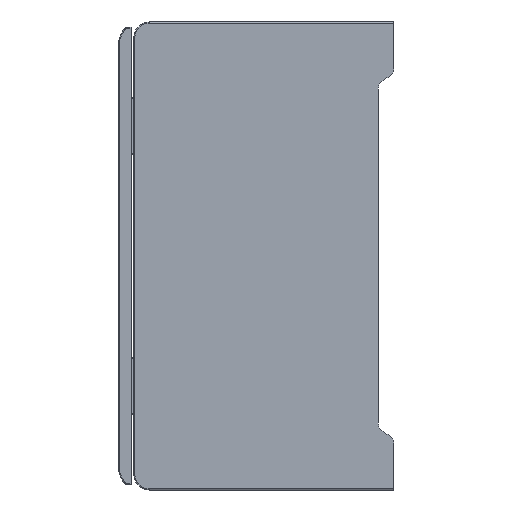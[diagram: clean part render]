
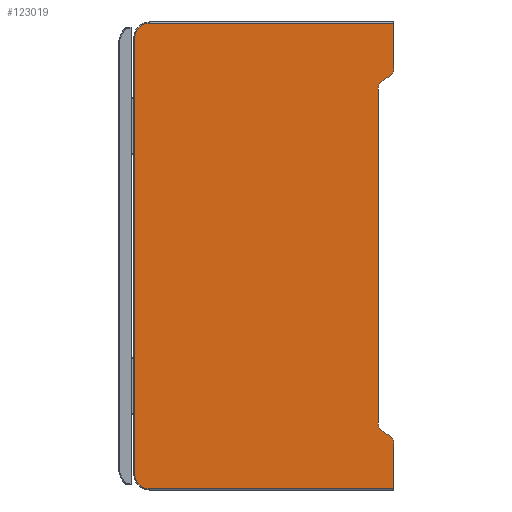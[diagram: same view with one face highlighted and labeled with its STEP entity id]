
A CAD part, left-side view. The second image highlights one B-rep face of the part: STEP entity #123019.
In plain terms, the highlighted planar face has unit normal (-1, 0, 0).
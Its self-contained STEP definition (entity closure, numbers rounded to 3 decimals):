
#39496=DIRECTION('',(0.,0.866,0.5));
#39497=VECTOR('',#39496,1.309);
#39498=CARTESIAN_POINT('',(0.,0.866,-79.5));
#39499=LINE('',#39498,#39497);
#39500=CARTESIAN_POINT('',(0.,1.732,-81.));
#39501=DIRECTION('',(1.,0.,0.));
#39502=DIRECTION('',(0.,-0.5,0.866));
#39503=AXIS2_PLACEMENT_3D('',#39500,#39501,#39502);
#39505=DIRECTION('',(0.,0.,-1.));
#39506=VECTOR('',#39505,8.8);
#39507=CARTESIAN_POINT('',(0.,0.,-81.));
#39508=LINE('',#39507,#39506);
#39509=DIRECTION('',(0.,1.,0.));
#39510=VECTOR('',#39509,47.);
#39511=CARTESIAN_POINT('',(0.,0.,-89.8));
#39512=LINE('',#39511,#39510);
#39513=CARTESIAN_POINT('',(0.,47.,-87.));
#39514=DIRECTION('',(1.,0.,0.));
#39515=DIRECTION('',(0.,0.,-1.));
#39516=AXIS2_PLACEMENT_3D('',#39513,#39514,#39515);
#39518=DIRECTION('',(0.,0.,1.));
#39519=VECTOR('',#39518,84.);
#39520=CARTESIAN_POINT('',(0.,49.8,-87.));
#39521=LINE('',#39520,#39519);
#39522=CARTESIAN_POINT('',(0.,47.,-3.));
#39523=DIRECTION('',(1.,0.,0.));
#39524=DIRECTION('',(0.,1.,0.));
#39525=AXIS2_PLACEMENT_3D('',#39522,#39523,#39524);
#39527=DIRECTION('',(0.,-1.,0.));
#39528=VECTOR('',#39527,47.);
#39529=CARTESIAN_POINT('',(0.,47.,-0.2));
#39530=LINE('',#39529,#39528);
#39531=DIRECTION('',(0.,0.,-1.));
#39532=VECTOR('',#39531,8.8);
#39533=CARTESIAN_POINT('',(0.,0.,-0.2));
#39534=LINE('',#39533,#39532);
#39535=CARTESIAN_POINT('',(0.,1.732,-9.));
#39536=DIRECTION('',(1.,0.,0.));
#39537=DIRECTION('',(0.,-1.,0.));
#39538=AXIS2_PLACEMENT_3D('',#39535,#39536,#39537);
#39540=DIRECTION('',(0.,-0.866,0.5));
#39541=VECTOR('',#39540,1.309);
#39542=CARTESIAN_POINT('',(0.,2.,-11.155));
#39543=LINE('',#39542,#39541);
#39544=CARTESIAN_POINT('',(0.,1.,-12.887));
#39545=DIRECTION('',(1.,0.,0.));
#39546=DIRECTION('',(0.,1.,0.));
#39547=AXIS2_PLACEMENT_3D('',#39544,#39545,#39546);
#39549=DIRECTION('',(0.,0.,1.));
#39550=VECTOR('',#39549,64.226);
#39551=CARTESIAN_POINT('',(0.,3.,-77.113));
#39552=LINE('',#39551,#39550);
#39553=CARTESIAN_POINT('',(0.,1.,-77.113));
#39554=DIRECTION('',(1.,0.,0.));
#39555=DIRECTION('',(0.,0.5,-0.866));
#39556=AXIS2_PLACEMENT_3D('',#39553,#39554,#39555);
#47090=CARTESIAN_POINT('',(0.,0.,-0.2));
#47092=VERTEX_POINT('',#47090);
#47093=CARTESIAN_POINT('',(0.,47.,-0.2));
#47094=VERTEX_POINT('',#47093);
#47099=CARTESIAN_POINT('',(0.,49.8,-3.));
#47100=VERTEX_POINT('',#47099);
#47103=CARTESIAN_POINT('',(0.,49.8,-87.));
#47104=VERTEX_POINT('',#47103);
#47107=CARTESIAN_POINT('',(0.,47.,-89.8));
#47108=VERTEX_POINT('',#47107);
#47109=CARTESIAN_POINT('',(0.,0.,-89.8));
#47111=VERTEX_POINT('',#47109);
#48483=CARTESIAN_POINT('',(0.,0.866,-79.5));
#48484=CARTESIAN_POINT('',(0.,2.,-78.845));
#48485=VERTEX_POINT('',#48483);
#48486=VERTEX_POINT('',#48484);
#48487=CARTESIAN_POINT('',(0.,3.,-77.113));
#48488=VERTEX_POINT('',#48487);
#48489=CARTESIAN_POINT('',(0.,3.,-12.887));
#48490=VERTEX_POINT('',#48489);
#48491=CARTESIAN_POINT('',(0.,2.,-11.155));
#48492=VERTEX_POINT('',#48491);
#48493=CARTESIAN_POINT('',(0.,0.866,-10.5));
#48494=VERTEX_POINT('',#48493);
#48495=CARTESIAN_POINT('',(0.,0.,-9.));
#48496=VERTEX_POINT('',#48495);
#48497=CARTESIAN_POINT('',(0.,0.,-81.));
#48498=VERTEX_POINT('',#48497);
#122987=CARTESIAN_POINT('',(0.,0.,-90.));
#122988=DIRECTION('',(-1.,0.,0.));
#122989=DIRECTION('',(0.,0.,1.));
#122990=AXIS2_PLACEMENT_3D('',#122987,#122988,#122989);
#122991=PLANE('',#122990);
#122992=ORIENTED_EDGE('',*,*,#122955,.F.);
#122994=ORIENTED_EDGE('',*,*,#122993,.T.);
#122996=ORIENTED_EDGE('',*,*,#122995,.T.);
#122998=ORIENTED_EDGE('',*,*,#122997,.T.);
#123000=ORIENTED_EDGE('',*,*,#122999,.T.);
#123002=ORIENTED_EDGE('',*,*,#123001,.T.);
#123004=ORIENTED_EDGE('',*,*,#123003,.T.);
#123006=ORIENTED_EDGE('',*,*,#123005,.T.);
#123008=ORIENTED_EDGE('',*,*,#123007,.T.);
#123010=ORIENTED_EDGE('',*,*,#123009,.T.);
#123012=ORIENTED_EDGE('',*,*,#123011,.F.);
#123014=ORIENTED_EDGE('',*,*,#123013,.F.);
#123015=ORIENTED_EDGE('',*,*,#80202,.F.);
#123016=ORIENTED_EDGE('',*,*,#122975,.F.);
#123017=EDGE_LOOP('',(#122992,#122994,#122996,#122998,#123000,#123002,#123004,
#123006,#123008,#123010,#123012,#123014,#123015,#123016));
#123018=FACE_OUTER_BOUND('',#123017,.F.);
#123019=ADVANCED_FACE('',(#123018),#122991,.T.);
#39504=CIRCLE('',#39503,1.732);
#39517=CIRCLE('',#39516,2.8);
#39526=CIRCLE('',#39525,2.8);
#39539=CIRCLE('',#39538,1.732);
#39548=CIRCLE('',#39547,2.);
#39557=CIRCLE('',#39556,2.);
#80202=EDGE_CURVE('',#48488,#48490,#39552,.T.);
#122955=EDGE_CURVE('',#48485,#48486,#39499,.T.);
#122975=EDGE_CURVE('',#48486,#48488,#39557,.T.);
#122993=EDGE_CURVE('',#48485,#48498,#39504,.T.);
#122995=EDGE_CURVE('',#48498,#47111,#39508,.T.);
#122997=EDGE_CURVE('',#47111,#47108,#39512,.T.);
#122999=EDGE_CURVE('',#47108,#47104,#39517,.T.);
#123001=EDGE_CURVE('',#47104,#47100,#39521,.T.);
#123003=EDGE_CURVE('',#47100,#47094,#39526,.T.);
#123005=EDGE_CURVE('',#47094,#47092,#39530,.T.);
#123007=EDGE_CURVE('',#47092,#48496,#39534,.T.);
#123009=EDGE_CURVE('',#48496,#48494,#39539,.T.);
#123011=EDGE_CURVE('',#48492,#48494,#39543,.T.);
#123013=EDGE_CURVE('',#48490,#48492,#39548,.T.);
